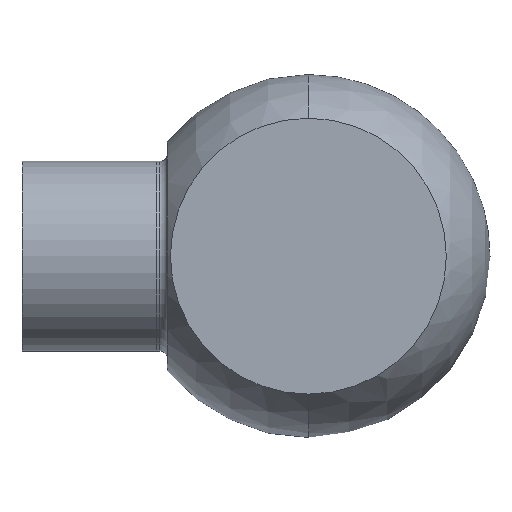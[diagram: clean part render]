
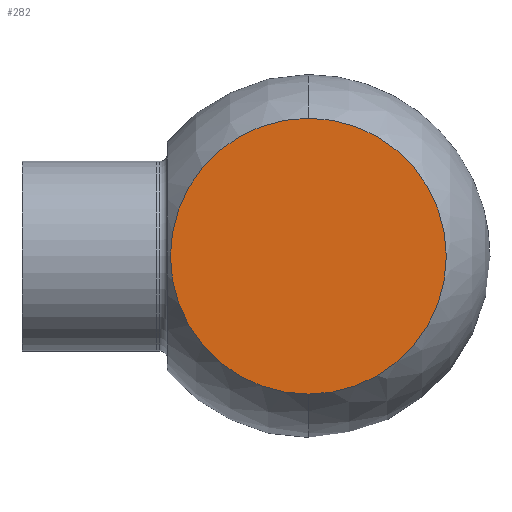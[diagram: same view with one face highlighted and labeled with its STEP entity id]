
A CAD part, front view. The second image highlights one B-rep face of the part: STEP entity #282.
In plain terms, the highlighted planar face has unit normal (0, -1, 0).
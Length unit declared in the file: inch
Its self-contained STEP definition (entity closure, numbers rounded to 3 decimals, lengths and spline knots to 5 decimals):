
#129 = FACE_OUTER_BOUND ( 'NONE', #565, .T. ) ;
#135 = AXIS2_PLACEMENT_3D ( 'NONE', #252, #622, #290 ) ;
#173 = ORIENTED_EDGE ( 'NONE', *, *, #226, .F. ) ;
#226 = EDGE_CURVE ( 'NONE', #586, #253, #569, .T. ) ;
#228 = ORIENTED_EDGE ( 'NONE', *, *, #607, .F. ) ;
#231 = CARTESIAN_POINT ( 'NONE',  ( 0., -0.935, 0. ) ) ;
#252 = CARTESIAN_POINT ( 'NONE',  ( 0., -0.935, 0. ) ) ;
#253 = VERTEX_POINT ( 'NONE', #625 ) ;
#254 = CARTESIAN_POINT ( 'NONE',  ( 0., -0.935, 1.09121 ) ) ;
#271 = DIRECTION ( 'NONE',  ( -1., 0., 0. ) ) ;
#282 = ADVANCED_FACE ( 'NONE', ( #129 ), #627, .F. ) ;
#290 = DIRECTION ( 'NONE',  ( -1., 0., 0. ) ) ;
#343 = DIRECTION ( 'NONE',  ( -1., 0., 0. ) ) ;
#435 = AXIS2_PLACEMENT_3D ( 'NONE', #254, #665, #343 ) ;
#498 = AXIS2_PLACEMENT_3D ( 'NONE', #231, #597, #271 ) ;
#508 = CIRCLE ( 'NONE', #498, 1.09121 ) ;
#565 = EDGE_LOOP ( 'NONE', ( #173, #228 ) ) ;
#569 = CIRCLE ( 'NONE', #135, 1.09121 ) ;
#586 = VERTEX_POINT ( 'NONE', #686 ) ;
#597 = DIRECTION ( 'NONE',  ( 0., 1., 0. ) ) ;
#607 = EDGE_CURVE ( 'NONE', #253, #586, #508, .T. ) ;
#622 = DIRECTION ( 'NONE',  ( 0., 1., 0. ) ) ;
#625 = CARTESIAN_POINT ( 'NONE',  ( 0., -0.935, -1.09121 ) ) ;
#627 = PLANE ( 'NONE',  #435 ) ;
#665 = DIRECTION ( 'NONE',  ( 0., 1., 0. ) ) ;
#686 = CARTESIAN_POINT ( 'NONE',  ( 0., -0.935, 1.09121 ) ) ;
